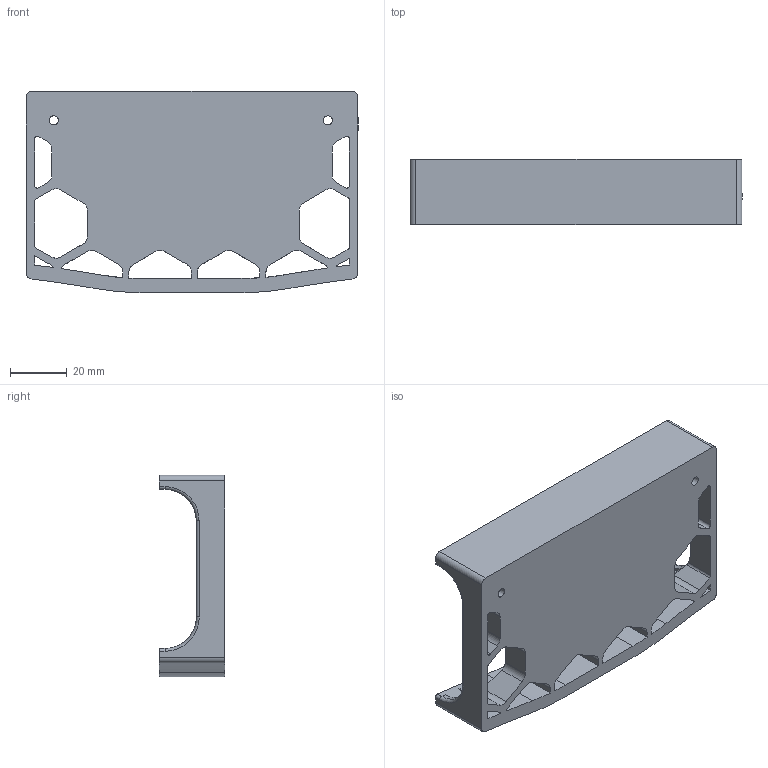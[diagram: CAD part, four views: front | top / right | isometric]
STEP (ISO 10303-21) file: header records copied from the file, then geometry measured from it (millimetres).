
FILE_DESCRIPTION(/* description */ (''),/* implementation_level */ '2;1');
FILE_NAME(/* name */ 'Front_Skirt_Logo.step',/* time_stamp */ '2024-07-18T07:49:24-05:00',/* author */ (''),/* organization */ (''),/* preprocessor_version */ 'ST-DEVELOPER v20',/* originating_system */ 'Autodesk Translation Framework v13.14.0.145',/* authorisation */ '');
FILE_SCHEMA (('AUTOMOTIVE_DESIGN { 1 0 10303 214 3 1 1 }'));
Length unit declared in the file: millimetre
Products named in the file (1): Front_Skirt_Logo (1)
Bounding box: 117 x 23 x 71 mm (x, y, z)
Volume: 82155.7 mm3; surface area: 29675.7 mm2
Topology: 1 solids, 1 shells, 293 faces, 851 edges, 563 vertices
Faces by surface type: plane 157, cylinder 90, bspline 40, torus 6
Full cylindrical faces by diameter (mm): 3.2 x2, 6 x2
Entity records: 10985 total; most frequent: CARTESIAN_POINT 3350, ORIENTED_EDGE 1702, DIRECTION 1436, EDGE_CURVE 851, VERTEX_POINT 563, LINE 496, VECTOR 496, AXIS2_PLACEMENT_3D 470
